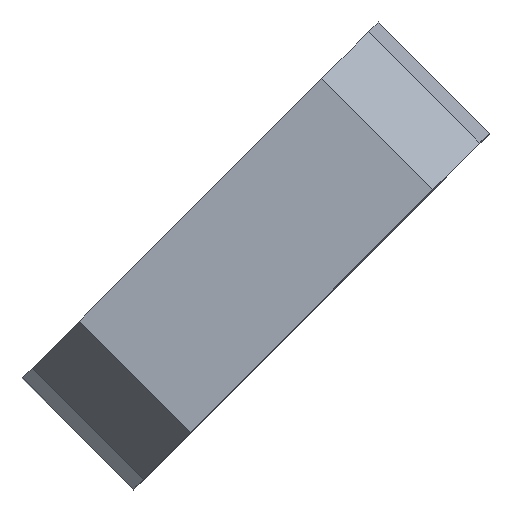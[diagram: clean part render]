
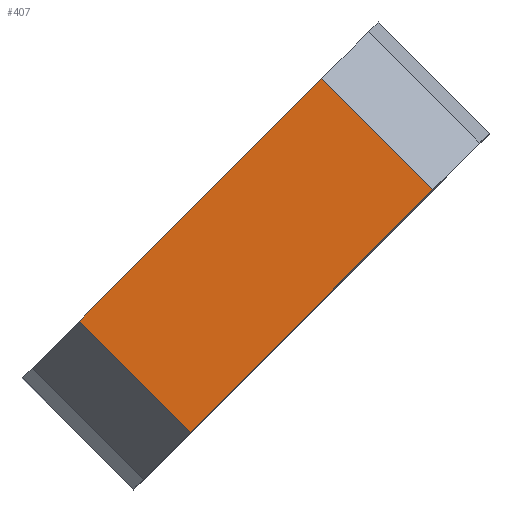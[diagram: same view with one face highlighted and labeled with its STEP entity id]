
A CAD part, top view. The second image highlights one B-rep face of the part: STEP entity #407.
In plain terms, the highlighted planar face has unit normal (0, 0, 1).
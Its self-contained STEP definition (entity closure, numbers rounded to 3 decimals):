
#120 = ORIENTED_EDGE ( 'NONE', *, *, #1302, .F. ) ;
#258 = EDGE_CURVE ( 'NONE', #848, #1085, #3659, .T. ) ;
#382 = CARTESIAN_POINT ( 'NONE',  ( 24.94, 7.787, 8.5 ) ) ;
#407 = ADVANCED_FACE ( 'NONE', ( #4154 ), #514, .F. ) ;
#436 = EDGE_CURVE ( 'NONE', #4478, #4371, #4598, .T. ) ;
#459 = LINE ( 'NONE', #854, #1579 ) ;
#514 = PLANE ( 'NONE',  #1652 ) ;
#779 = VECTOR ( 'NONE', #1578, 1000. ) ;
#783 = DIRECTION ( 'NONE',  ( -0.707, -0.707, 0. ) ) ;
#787 = DIRECTION ( 'NONE',  ( -1., 0., 0. ) ) ;
#848 = VERTEX_POINT ( 'NONE', #1332 ) ;
#854 = CARTESIAN_POINT ( 'NONE',  ( 27.768, 4.959, 8.5 ) ) ;
#882 = ORIENTED_EDGE ( 'NONE', *, *, #436, .F. ) ;
#938 = VECTOR ( 'NONE', #4426, 1000. ) ;
#945 = CARTESIAN_POINT ( 'NONE',  ( 24.94, 7.787, 8.5 ) ) ;
#1085 = VERTEX_POINT ( 'NONE', #2911 ) ;
#1302 = EDGE_CURVE ( 'NONE', #848, #4478, #459, .T. ) ;
#1332 = CARTESIAN_POINT ( 'NONE',  ( 33.932, 11.123, 8.5 ) ) ;
#1394 = EDGE_CURVE ( 'NONE', #1085, #4371, #4178, .T. ) ;
#1422 = VECTOR ( 'NONE', #1974, 1000. ) ;
#1534 = CARTESIAN_POINT ( 'NONE',  ( 33.932, 11.123, 8.5 ) ) ;
#1578 = DIRECTION ( 'NONE',  ( -0.707, 0.707, 0. ) ) ;
#1579 = VECTOR ( 'NONE', #783, 1000. ) ;
#1652 = AXIS2_PLACEMENT_3D ( 'NONE', #2033, #2350, #787 ) ;
#1822 = ORIENTED_EDGE ( 'NONE', *, *, #1394, .T. ) ;
#1974 = DIRECTION ( 'NONE',  ( -0.707, -0.707, 0. ) ) ;
#2033 = CARTESIAN_POINT ( 'NONE',  ( 27.768, 4.959, 8.5 ) ) ;
#2108 = ORIENTED_EDGE ( 'NONE', *, *, #258, .T. ) ;
#2350 = DIRECTION ( 'NONE',  ( 0., 0., -1. ) ) ;
#2911 = CARTESIAN_POINT ( 'NONE',  ( 31.104, 13.951, 8.5 ) ) ;
#3659 = LINE ( 'NONE', #1534, #938 ) ;
#4015 = EDGE_LOOP ( 'NONE', ( #1822, #882, #120, #2108 ) ) ;
#4154 = FACE_OUTER_BOUND ( 'NONE', #4015, .T. ) ;
#4178 = LINE ( 'NONE', #382, #1422 ) ;
#4182 = CARTESIAN_POINT ( 'NONE',  ( 27.768, 4.959, 8.5 ) ) ;
#4371 = VERTEX_POINT ( 'NONE', #945 ) ;
#4426 = DIRECTION ( 'NONE',  ( -0.707, 0.707, 0. ) ) ;
#4478 = VERTEX_POINT ( 'NONE', #4632 ) ;
#4598 = LINE ( 'NONE', #4182, #779 ) ;
#4632 = CARTESIAN_POINT ( 'NONE',  ( 27.768, 4.959, 8.5 ) ) ;
